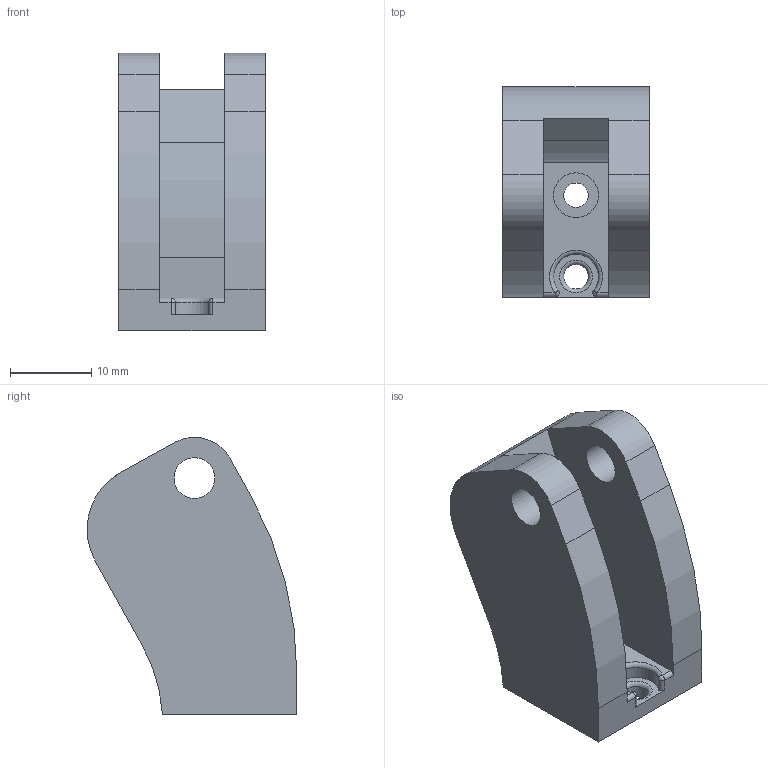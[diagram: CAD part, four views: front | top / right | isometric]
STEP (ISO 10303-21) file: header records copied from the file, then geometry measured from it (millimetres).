
FILE_DESCRIPTION(/* description */ (''),/* implementation_level */ '2;1');
FILE_NAME(/* name */ '减震器安装支架V2_下 v4.step',/* time_stamp */ '2022-09-25T17:07:21+08:00',/* author */ (''),/* organization */ (''),/* preprocessor_version */ 'ST-DEVELOPER v19',/* originating_system */ 'Autodesk Translation Framework v11.7.0.108',/* authorisation */ '');
FILE_SCHEMA (('AUTOMOTIVE_DESIGN { 1 0 10303 214 3 1 1 }'));
Length unit declared in the file: millimetre
Products named in the file (1): 减震器安装支架V2_下
Bounding box: 18 x 25.76 x 34.05 mm (x, y, z)
Volume: 7382 mm3; surface area: 4032.2 mm2
Topology: 1 solids, 1 shells, 37 faces, 96 edges, 62 vertices
Faces by surface type: cylinder 17, plane 16, sphere 2, torus 2
Full cylindrical faces by diameter (mm): 3 x2, 5 x2, 5.5 x1
Entity records: 1193 total; most frequent: DIRECTION 214, CARTESIAN_POINT 196, ORIENTED_EDGE 192, EDGE_CURVE 96, AXIS2_PLACEMENT_3D 80, VERTEX_POINT 62, LINE 54, VECTOR 54
